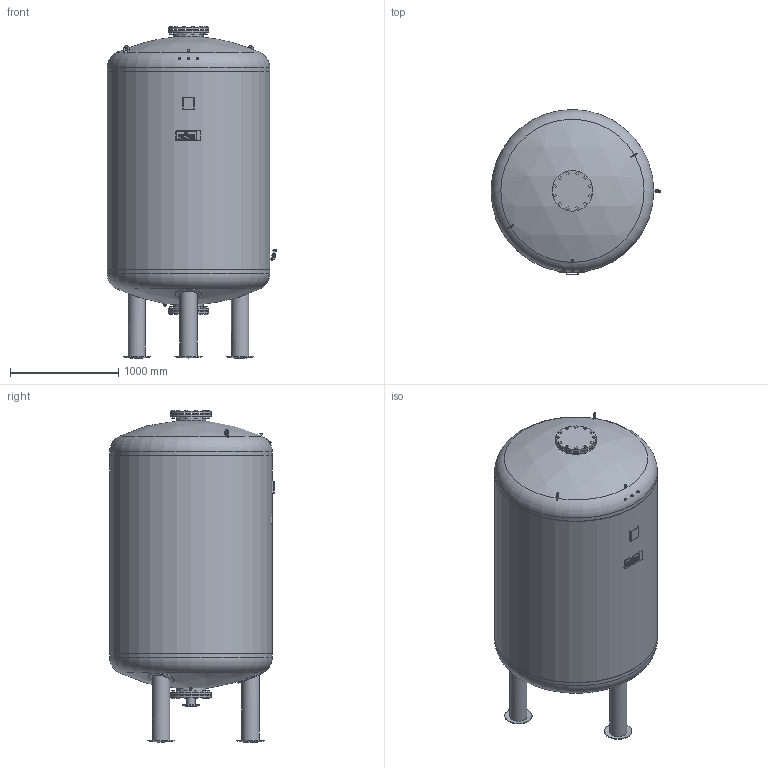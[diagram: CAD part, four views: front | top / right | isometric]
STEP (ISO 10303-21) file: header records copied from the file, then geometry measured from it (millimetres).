
FILE_DESCRIPTION(/* description */ (''),/* implementation_level */ '2;1');
FILE_NAME(/* name */ '3d_ReflexomatRF4000_6bar-8652605.stp',/* time_stamp */ '2015-12-08T09:24:51+01:00',/* author */ ('Andrzej'),/* organization */ (''),/* preprocessor_version */ 'ST-DEVELOPER v15.5',/* originating_system */ 'AutoCAD Mechanical',/* authorisation */ '');
FILE_SCHEMA (('AUTOMOTIVE_DESIGN { 1 0 10303 214 3 1 1 }'));
Length unit declared in the file: millimetre
Products named in the file (1): Product
Bounding box: 1566 x 1520 x 3061.45 mm (x, y, z)
Volume: 4078427605.5 mm3; surface area: 23083735.1 mm2
Topology: 24 solids, 24 shells, 832 faces, 2014 edges, 1323 vertices
Faces by surface type: plane 563, cylinder 186, cone 47, torus 14, sphere 12, bspline 10
Full cylindrical faces by diameter (mm): 3 x1, 3.5 x1, 11.445 x3, 14 x4, 14.95 x1, 16 x48, 18.5 x4, 19 x1, 20 x3, 21.3 x3, 24 x1, 26 x1, 28 x2, 30 x2, 76.1 x2, 159 x3, 160 x1, 260.4 x2, 272.4 x1, 273 x1, 375 x4, 1500 x3
Entity records: 24285 total; most frequent: CARTESIAN_POINT 5107, DIRECTION 3895, ORIENTED_EDGE 3660, EDGE_CURVE 1830, LINE 1319, VECTOR 1319, VERTEX_POINT 1292, AXIS2_PLACEMENT_3D 1288
